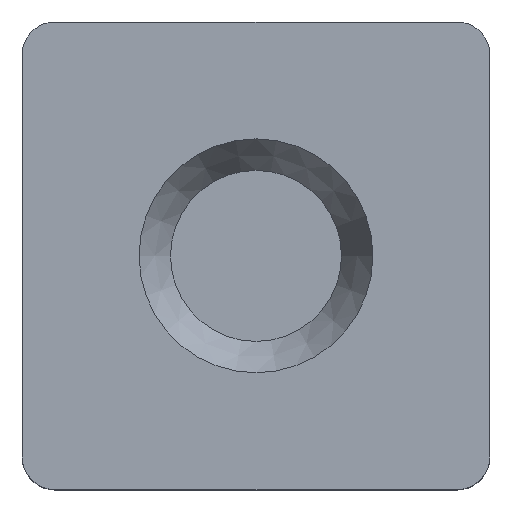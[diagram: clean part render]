
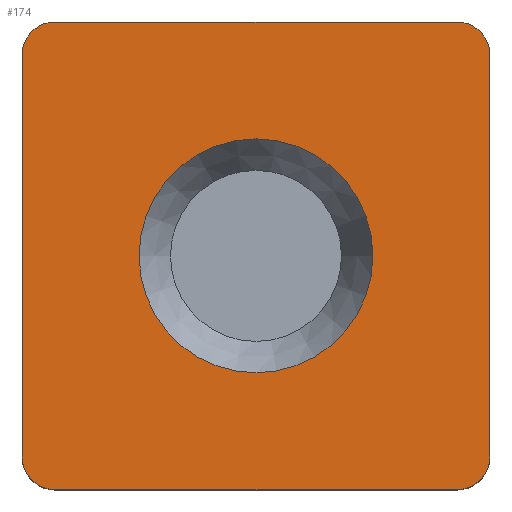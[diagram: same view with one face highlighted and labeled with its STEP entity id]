
A CAD part, top view. The second image highlights one B-rep face of the part: STEP entity #174.
In plain terms, the highlighted planar face has unit normal (0, 0, 1).
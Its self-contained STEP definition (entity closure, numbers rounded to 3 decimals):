
#32 = VERTEX_POINT('',#33);
#33 = CARTESIAN_POINT('',(-21.5,18.5,20.));
#39 = EDGE_CURVE('',#32,#40,#42,.T.);
#40 = VERTEX_POINT('',#41);
#41 = CARTESIAN_POINT('',(-21.5,-18.5,20.));
#42 = LINE('',#43,#44);
#43 = CARTESIAN_POINT('',(-21.5,21.5,20.));
#44 = VECTOR('',#45,1.);
#45 = DIRECTION('',(0.,-1.,0.));
#130 = VERTEX_POINT('',#131);
#131 = CARTESIAN_POINT('',(-18.5,21.5,20.));
#137 = EDGE_CURVE('',#32,#130,#138,.T.);
#138 = CIRCLE('',#139,3.);
#139 = AXIS2_PLACEMENT_3D('',#140,#141,#142);
#140 = CARTESIAN_POINT('',(-18.5,18.5,20.));
#141 = DIRECTION('',(-0.,-0.,-1.));
#142 = DIRECTION('',(0.,-1.,0.));
#155 = VERTEX_POINT('',#156);
#156 = CARTESIAN_POINT('',(-18.5,-21.5,20.));
#162 = EDGE_CURVE('',#40,#155,#163,.T.);
#163 = CIRCLE('',#164,3.);
#164 = AXIS2_PLACEMENT_3D('',#165,#166,#167);
#165 = CARTESIAN_POINT('',(-18.5,-18.5,20.));
#166 = DIRECTION('',(-0.,0.,1.));
#167 = DIRECTION('',(0.,-1.,0.));
#174 = ADVANCED_FACE('',(#175,#220),#231,.T.);
#175 = FACE_BOUND('',#176,.T.);
#176 = EDGE_LOOP('',(#177,#178,#179,#187,#196,#204,#213,#219));
#177 = ORIENTED_EDGE('',*,*,#39,.T.);
#178 = ORIENTED_EDGE('',*,*,#162,.T.);
#179 = ORIENTED_EDGE('',*,*,#180,.T.);
#180 = EDGE_CURVE('',#155,#181,#183,.T.);
#181 = VERTEX_POINT('',#182);
#182 = CARTESIAN_POINT('',(18.5,-21.5,20.));
#183 = LINE('',#184,#185);
#184 = CARTESIAN_POINT('',(-21.5,-21.5,20.));
#185 = VECTOR('',#186,1.);
#186 = DIRECTION('',(1.,0.,0.));
#187 = ORIENTED_EDGE('',*,*,#188,.T.);
#188 = EDGE_CURVE('',#181,#189,#191,.T.);
#189 = VERTEX_POINT('',#190);
#190 = CARTESIAN_POINT('',(21.5,-18.5,20.));
#191 = CIRCLE('',#192,3.);
#192 = AXIS2_PLACEMENT_3D('',#193,#194,#195);
#193 = CARTESIAN_POINT('',(18.5,-18.5,20.));
#194 = DIRECTION('',(-0.,0.,1.));
#195 = DIRECTION('',(0.,-1.,0.));
#196 = ORIENTED_EDGE('',*,*,#197,.T.);
#197 = EDGE_CURVE('',#189,#198,#200,.T.);
#198 = VERTEX_POINT('',#199);
#199 = CARTESIAN_POINT('',(21.5,18.5,20.));
#200 = LINE('',#201,#202);
#201 = CARTESIAN_POINT('',(21.5,-21.5,20.));
#202 = VECTOR('',#203,1.);
#203 = DIRECTION('',(0.,1.,0.));
#204 = ORIENTED_EDGE('',*,*,#205,.F.);
#205 = EDGE_CURVE('',#206,#198,#208,.T.);
#206 = VERTEX_POINT('',#207);
#207 = CARTESIAN_POINT('',(18.5,21.5,20.));
#208 = CIRCLE('',#209,3.);
#209 = AXIS2_PLACEMENT_3D('',#210,#211,#212);
#210 = CARTESIAN_POINT('',(18.5,18.5,20.));
#211 = DIRECTION('',(-0.,-0.,-1.));
#212 = DIRECTION('',(0.,-1.,0.));
#213 = ORIENTED_EDGE('',*,*,#214,.T.);
#214 = EDGE_CURVE('',#206,#130,#215,.T.);
#215 = LINE('',#216,#217);
#216 = CARTESIAN_POINT('',(21.5,21.5,20.));
#217 = VECTOR('',#218,1.);
#218 = DIRECTION('',(-1.,0.,0.));
#219 = ORIENTED_EDGE('',*,*,#137,.F.);
#220 = FACE_BOUND('',#221,.T.);
#221 = EDGE_LOOP('',(#222));
#222 = ORIENTED_EDGE('',*,*,#223,.F.);
#223 = EDGE_CURVE('',#224,#224,#226,.T.);
#224 = VERTEX_POINT('',#225);
#225 = CARTESIAN_POINT('',(10.75,0.,20.));
#226 = CIRCLE('',#227,10.75);
#227 = AXIS2_PLACEMENT_3D('',#228,#229,#230);
#228 = CARTESIAN_POINT('',(0.,0.,20.));
#229 = DIRECTION('',(0.,0.,1.));
#230 = DIRECTION('',(1.,0.,0.));
#231 = PLANE('',#232);
#232 = AXIS2_PLACEMENT_3D('',#233,#234,#235);
#233 = CARTESIAN_POINT('',(0.,0.,20.));
#234 = DIRECTION('',(0.,0.,1.));
#235 = DIRECTION('',(1.,0.,0.));
